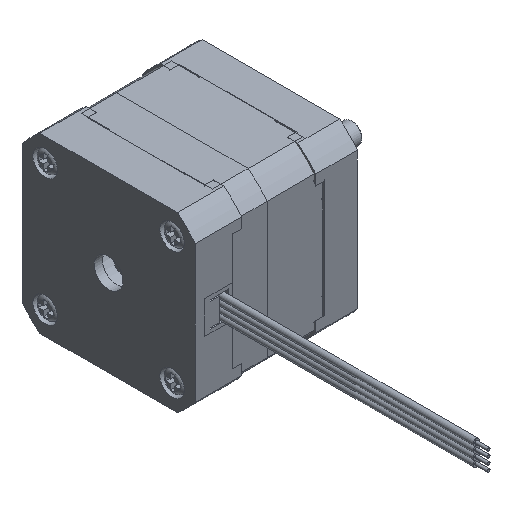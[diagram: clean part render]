
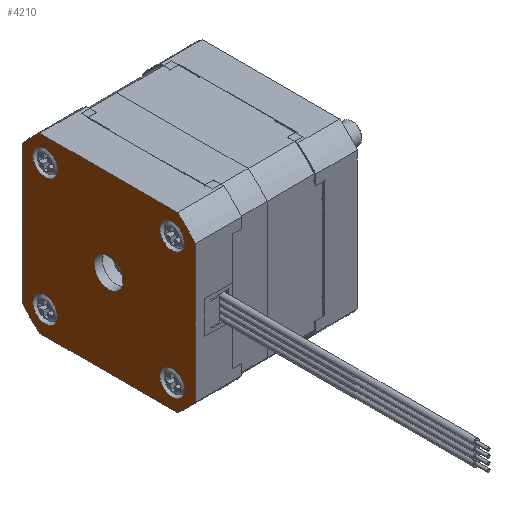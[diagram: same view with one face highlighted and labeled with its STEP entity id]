
A CAD part, isometric view. The second image highlights one B-rep face of the part: STEP entity #4210.
In plain terms, the highlighted planar face has unit normal (-1, 0, 0).
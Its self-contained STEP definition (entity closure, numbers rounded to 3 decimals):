
#160=FACE_BOUND('',#622,.T.);
#161=FACE_BOUND('',#623,.T.);
#162=FACE_BOUND('',#624,.T.);
#163=FACE_BOUND('',#625,.T.);
#164=FACE_BOUND('',#626,.T.);
#370=FACE_OUTER_BOUND('',#621,.T.);
#621=EDGE_LOOP('',(#3326,#3327,#3328,#3329,#3330,#3331,#3332,#3333));
#622=EDGE_LOOP('',(#3334,#3335));
#623=EDGE_LOOP('',(#3336));
#624=EDGE_LOOP('',(#3337));
#625=EDGE_LOOP('',(#3338));
#626=EDGE_LOOP('',(#3339));
#945=LINE('',#6857,#1319);
#946=LINE('',#6861,#1320);
#947=LINE('',#6865,#1321);
#948=LINE('',#6868,#1322);
#1319=VECTOR('',#5555,33.567);
#1320=VECTOR('',#5558,33.567);
#1321=VECTOR('',#5561,33.567);
#1322=VECTOR('',#5564,33.567);
#1612=CIRCLE('',#4668,27.);
#1613=CIRCLE('',#4669,27.);
#1614=CIRCLE('',#4670,27.);
#1615=CIRCLE('',#4671,27.);
#1616=CIRCLE('',#4672,3.5);
#1617=CIRCLE('',#4673,3.5);
#1618=CIRCLE('',#4674,3.);
#1619=CIRCLE('',#4675,3.);
#1620=CIRCLE('',#4676,3.);
#1621=CIRCLE('',#4677,3.);
#1926=VERTEX_POINT('',#6853);
#1927=VERTEX_POINT('',#6854);
#1928=VERTEX_POINT('',#6856);
#1929=VERTEX_POINT('',#6858);
#1930=VERTEX_POINT('',#6860);
#1931=VERTEX_POINT('',#6862);
#1932=VERTEX_POINT('',#6864);
#1933=VERTEX_POINT('',#6866);
#1934=VERTEX_POINT('',#6869);
#1935=VERTEX_POINT('',#6870);
#1936=VERTEX_POINT('',#6873);
#1937=VERTEX_POINT('',#6875);
#1938=VERTEX_POINT('',#6877);
#1939=VERTEX_POINT('',#6879);
#2438=EDGE_CURVE('',#1926,#1927,#1612,.T.);
#2439=EDGE_CURVE('',#1928,#1926,#945,.T.);
#2440=EDGE_CURVE('',#1929,#1928,#1613,.T.);
#2441=EDGE_CURVE('',#1930,#1929,#946,.T.);
#2442=EDGE_CURVE('',#1931,#1930,#1614,.T.);
#2443=EDGE_CURVE('',#1932,#1931,#947,.T.);
#2444=EDGE_CURVE('',#1933,#1932,#1615,.T.);
#2445=EDGE_CURVE('',#1927,#1933,#948,.T.);
#2446=EDGE_CURVE('',#1934,#1935,#1616,.T.);
#2447=EDGE_CURVE('',#1935,#1934,#1617,.T.);
#2448=EDGE_CURVE('',#1936,#1936,#1618,.T.);
#2449=EDGE_CURVE('',#1937,#1937,#1619,.T.);
#2450=EDGE_CURVE('',#1938,#1938,#1620,.T.);
#2451=EDGE_CURVE('',#1939,#1939,#1621,.T.);
#3326=ORIENTED_EDGE('',*,*,#2438,.F.);
#3327=ORIENTED_EDGE('',*,*,#2439,.F.);
#3328=ORIENTED_EDGE('',*,*,#2440,.F.);
#3329=ORIENTED_EDGE('',*,*,#2441,.F.);
#3330=ORIENTED_EDGE('',*,*,#2442,.F.);
#3331=ORIENTED_EDGE('',*,*,#2443,.F.);
#3332=ORIENTED_EDGE('',*,*,#2444,.F.);
#3333=ORIENTED_EDGE('',*,*,#2445,.F.);
#3334=ORIENTED_EDGE('',*,*,#2446,.T.);
#3335=ORIENTED_EDGE('',*,*,#2447,.T.);
#3336=ORIENTED_EDGE('',*,*,#2448,.F.);
#3337=ORIENTED_EDGE('',*,*,#2449,.T.);
#3338=ORIENTED_EDGE('',*,*,#2450,.T.);
#3339=ORIENTED_EDGE('',*,*,#2451,.F.);
#4019=PLANE('',#4667);
#4210=ADVANCED_FACE('',(#370,#160,#161,#162,#163,#164),#4019,.F.);
#4667=AXIS2_PLACEMENT_3D('',#6852,#5551,#5552);
#4668=AXIS2_PLACEMENT_3D('',#6855,#5553,#5554);
#4669=AXIS2_PLACEMENT_3D('',#6859,#5556,#5557);
#4670=AXIS2_PLACEMENT_3D('',#6863,#5559,#5560);
#4671=AXIS2_PLACEMENT_3D('',#6867,#5562,#5563);
#4672=AXIS2_PLACEMENT_3D('',#6871,#5565,#5566);
#4673=AXIS2_PLACEMENT_3D('',#6872,#5567,#5568);
#4674=AXIS2_PLACEMENT_3D('',#6874,#5569,#5570);
#4675=AXIS2_PLACEMENT_3D('',#6876,#5571,#5572);
#4676=AXIS2_PLACEMENT_3D('',#6878,#5573,#5574);
#4677=AXIS2_PLACEMENT_3D('',#6880,#5575,#5576);
#5551=DIRECTION('center_axis',(1.,0.,0.));
#5552=DIRECTION('ref_axis',(0.,0.,-1.));
#5553=DIRECTION('center_axis',(1.,0.,0.));
#5554=DIRECTION('ref_axis',(0.,-0.622,0.783));
#5555=DIRECTION('',(0.,-1.,0.));
#5556=DIRECTION('center_axis',(1.,0.,0.));
#5557=DIRECTION('ref_axis',(0.,0.783,0.622));
#5558=DIRECTION('',(0.,0.,1.));
#5559=DIRECTION('center_axis',(1.,0.,0.));
#5560=DIRECTION('ref_axis',(0.,0.622,-0.783));
#5561=DIRECTION('',(0.,1.,0.));
#5562=DIRECTION('center_axis',(1.,0.,0.));
#5563=DIRECTION('ref_axis',(0.,-0.783,-0.622));
#5564=DIRECTION('',(0.,0.,-1.));
#5565=DIRECTION('center_axis',(1.,0.,0.));
#5566=DIRECTION('ref_axis',(0.,0.,-1.));
#5567=DIRECTION('center_axis',(1.,0.,0.));
#5568=DIRECTION('ref_axis',(0.,0.,-1.));
#5569=DIRECTION('center_axis',(-1.,0.,0.));
#5570=DIRECTION('ref_axis',(0.,0.,-1.));
#5571=DIRECTION('center_axis',(1.,0.,0.));
#5572=DIRECTION('ref_axis',(0.,0.,-1.));
#5573=DIRECTION('center_axis',(1.,0.,0.));
#5574=DIRECTION('ref_axis',(0.,0.,1.));
#5575=DIRECTION('center_axis',(-1.,0.,0.));
#5576=DIRECTION('ref_axis',(0.,0.,1.));
#6852=CARTESIAN_POINT('Origin',(0.,0.,0.));
#6853=CARTESIAN_POINT('',(0.,-16.783,21.15));
#6854=CARTESIAN_POINT('',(0.,-21.15,16.783));
#6855=CARTESIAN_POINT('Origin',(0.,0.,0.));
#6856=CARTESIAN_POINT('',(0.,16.783,21.15));
#6857=CARTESIAN_POINT('',(0.,16.783,21.15));
#6858=CARTESIAN_POINT('',(0.,21.15,16.783));
#6859=CARTESIAN_POINT('Origin',(0.,0.,0.));
#6860=CARTESIAN_POINT('',(0.,21.15,-16.783));
#6861=CARTESIAN_POINT('',(0.,21.15,-16.783));
#6862=CARTESIAN_POINT('',(0.,16.783,-21.15));
#6863=CARTESIAN_POINT('Origin',(0.,0.,0.));
#6864=CARTESIAN_POINT('',(0.,-16.783,-21.15));
#6865=CARTESIAN_POINT('',(0.,-16.783,-21.15));
#6866=CARTESIAN_POINT('',(0.,-21.15,-16.783));
#6867=CARTESIAN_POINT('Origin',(0.,0.,0.));
#6868=CARTESIAN_POINT('',(0.,-21.15,16.783));
#6869=CARTESIAN_POINT('',(0.,0.,-3.5));
#6870=CARTESIAN_POINT('',(0.,0.,3.5));
#6871=CARTESIAN_POINT('Origin',(0.,0.,0.));
#6872=CARTESIAN_POINT('Origin',(0.,0.,0.));
#6873=CARTESIAN_POINT('',(0.,-15.5,18.5));
#6874=CARTESIAN_POINT('Origin',(0.,-15.5,15.5));
#6875=CARTESIAN_POINT('',(0.,15.5,18.5));
#6876=CARTESIAN_POINT('Origin',(0.,15.5,15.5));
#6877=CARTESIAN_POINT('',(0.,-15.5,-18.5));
#6878=CARTESIAN_POINT('Origin',(0.,-15.5,-15.5));
#6879=CARTESIAN_POINT('',(0.,15.5,-18.5));
#6880=CARTESIAN_POINT('Origin',(0.,15.5,-15.5));
